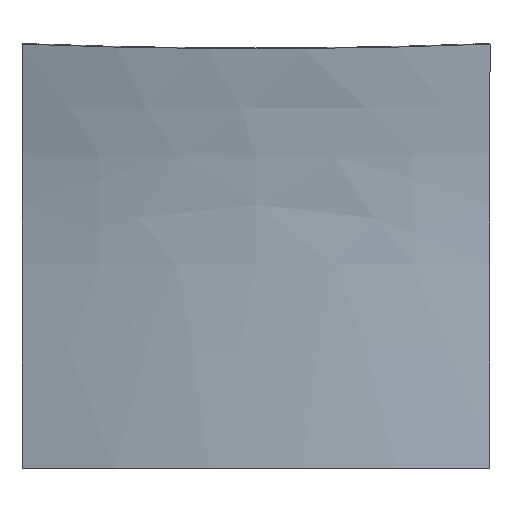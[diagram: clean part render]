
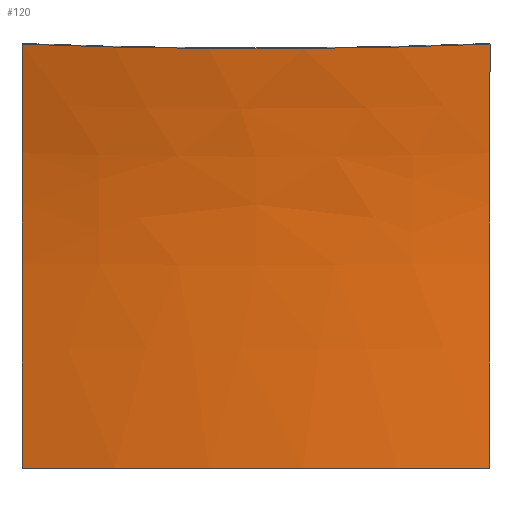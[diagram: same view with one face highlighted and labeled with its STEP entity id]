
A CAD part, top view. The second image highlights one B-rep face of the part: STEP entity #120.
In plain terms, the highlighted free-form (B-spline) face has degree [3, 3] with [4, 4] control points.
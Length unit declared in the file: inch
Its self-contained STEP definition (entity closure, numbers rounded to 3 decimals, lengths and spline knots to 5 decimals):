
#6 = CARTESIAN_POINT ( 'NONE',  ( -0.1348, -1.3453, -4.41519 ) ) ;
#11 = DIRECTION ( 'NONE',  ( 0., -0.167, 0.986 ) ) ;
#12 = DIRECTION ( 'NONE',  ( 0., 0.986, 0.167 ) ) ;
#13 = CARTESIAN_POINT ( 'NONE',  ( 8.5, 4.75958, -40.53216 ) ) ;
#34 = CARTESIAN_POINT ( 'NONE',  ( 17.1348, -1.3453, -4.41519 ) ) ;
#35 = CARTESIAN_POINT ( 'NONE',  ( 17.1348, -6.50131, -5.28672 ) ) ;
#36 = VERTEX_POINT ( 'NONE', #273 ) ;
#42 = CARTESIAN_POINT ( 'NONE',  ( 17.1348, -6.54171, -5.42817 ) ) ;
#43 = FACE_OUTER_BOUND ( 'NONE', #235, .T. ) ;
#50 = CARTESIAN_POINT ( 'NONE',  ( -0.1348, -1.3453, -4.41519 ) ) ;
#52 = CARTESIAN_POINT ( 'NONE',  ( -0.1348, -6.50131, -5.28672 ) ) ;
#54 = CARTESIAN_POINT ( 'NONE',  ( -0.1348, -6.54171, -5.42817 ) ) ;
#55 = B_SPLINE_CURVE_WITH_KNOTS ( 'NONE', 3,
 ( #56, #54, #52, #50 ),
 .UNSPECIFIED., .F., .F.,
 ( 4, 4 ),
 ( 0., 1. ),
 .UNSPECIFIED. ) ;
#56 = CARTESIAN_POINT ( 'NONE',  ( -0.1348, -17., -5.42817 ) ) ;
#66 = DIRECTION ( 'NONE',  ( 0., 0., 1. ) ) ;
#67 = DIRECTION ( 'NONE',  ( 0., 1., 0. ) ) ;
#68 = CARTESIAN_POINT ( 'NONE',  ( 8.5, -17., -42.05746 ) ) ;
#73 = CARTESIAN_POINT ( 'NONE',  ( 17.1348, -17., -5.42817 ) ) ;
#79 = CARTESIAN_POINT ( 'NONE',  ( -0.1348, -17., -5.42817 ) ) ;
#94 = VERTEX_POINT ( 'NONE', #243 ) ;
#120 = ADVANCED_FACE ( 'NONE', ( #43 ), #198, .T. ) ;
#158 = VERTEX_POINT ( 'NONE', #79 ) ;
#166 = CARTESIAN_POINT ( 'NONE',  ( 17.1348, -1.3453, -4.41519 ) ) ;
#167 = CARTESIAN_POINT ( 'NONE',  ( 17.1348, -6.50131, -5.28672 ) ) ;
#168 = CARTESIAN_POINT ( 'NONE',  ( 17.1348, -6.54171, -5.42817 ) ) ;
#170 = CARTESIAN_POINT ( 'NONE',  ( 17.1348, -17., -5.42817 ) ) ;
#171 = CARTESIAN_POINT ( 'NONE',  ( 11.45623, -1.56841, -3.09528 ) ) ;
#173 = CARTESIAN_POINT ( 'NONE',  ( 11.45623, -6.72442, -3.9668 ) ) ;
#175 = CARTESIAN_POINT ( 'NONE',  ( 11.45623, -6.54171, -4.08954 ) ) ;
#176 = EDGE_CURVE ( 'NONE', #158, #94, #285, .T. ) ;
#178 = CARTESIAN_POINT ( 'NONE',  ( 11.45623, -17., -4.08954 ) ) ;
#179 = CARTESIAN_POINT ( 'NONE',  ( 5.54377, -1.56841, -3.09528 ) ) ;
#181 = CARTESIAN_POINT ( 'NONE',  ( 5.54377, -6.72442, -3.9668 ) ) ;
#182 = CARTESIAN_POINT ( 'NONE',  ( 5.54377, -6.54171, -4.08954 ) ) ;
#183 = AXIS2_PLACEMENT_3D ( 'NONE', #13, #12, #11 ) ;
#186 = CARTESIAN_POINT ( 'NONE',  ( 5.54377, -17., -4.08954 ) ) ;
#188 = CARTESIAN_POINT ( 'NONE',  ( -0.1348, -1.3453, -4.41519 ) ) ;
#189 = CARTESIAN_POINT ( 'NONE',  ( -0.1348, -6.50131, -5.28672 ) ) ;
#197 = ORIENTED_EDGE ( 'NONE', *, *, #176, .T. ) ;
#198 = B_SPLINE_SURFACE_WITH_KNOTS ( 'NONE', 3, 3, ( 
 ( #248, #231, #189, #188 ),
 ( #186, #182, #181, #179 ),
 ( #178, #175, #173, #171 ),
 ( #170, #168, #167, #166 ) ),
 .UNSPECIFIED., .F., .F., .F.,
 ( 4, 4 ),
 ( 4, 4 ),
 ( 0., 1. ),
 ( 0., 1. ),
 .UNSPECIFIED. ) ;
#201 = ORIENTED_EDGE ( 'NONE', *, *, #212, .T. ) ;
#203 = EDGE_CURVE ( 'NONE', #158, #292, #55, .T. ) ;
#212 = EDGE_CURVE ( 'NONE', #94, #36, #230, .T. ) ;
#214 = ORIENTED_EDGE ( 'NONE', *, *, #203, .F. ) ;
#222 = ORIENTED_EDGE ( 'NONE', *, *, #251, .F. ) ;
#230 = B_SPLINE_CURVE_WITH_KNOTS ( 'NONE', 3,
 ( #73, #42, #35, #34 ),
 .UNSPECIFIED., .F., .F.,
 ( 4, 4 ),
 ( 0., 1. ),
 .UNSPECIFIED. ) ;
#231 = CARTESIAN_POINT ( 'NONE',  ( -0.1348, -6.54171, -5.42817 ) ) ;
#235 = EDGE_LOOP ( 'NONE', ( #197, #201, #222, #214 ) ) ;
#243 = CARTESIAN_POINT ( 'NONE',  ( 17.1348, -17., -5.42817 ) ) ;
#248 = CARTESIAN_POINT ( 'NONE',  ( -0.1348, -17., -5.42817 ) ) ;
#250 = CIRCLE ( 'NONE', #183, 37.63329 ) ;
#251 = EDGE_CURVE ( 'NONE', #292, #36, #250, .T. ) ;
#273 = CARTESIAN_POINT ( 'NONE',  ( 17.1348, -1.3453, -4.41519 ) ) ;
#285 = CIRCLE ( 'NONE', #288, 37.63329 ) ;
#288 = AXIS2_PLACEMENT_3D ( 'NONE', #68, #67, #66 ) ;
#292 = VERTEX_POINT ( 'NONE', #6 ) ;
